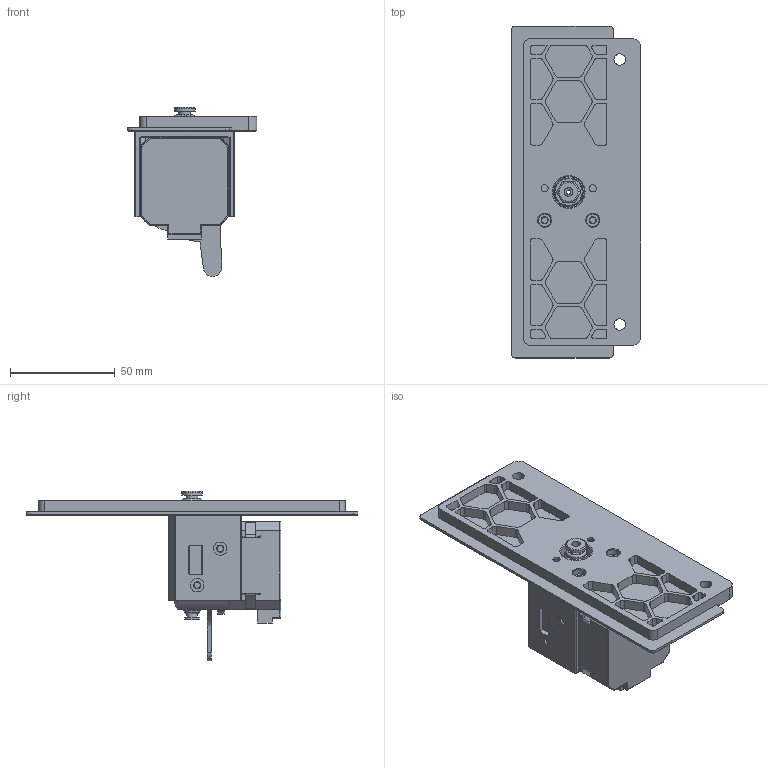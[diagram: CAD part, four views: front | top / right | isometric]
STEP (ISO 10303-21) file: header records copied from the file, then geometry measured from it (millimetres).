
FILE_DESCRIPTION(/* description */ (''),/* implementation_level */ '2;1');
FILE_NAME(/* name */ 'exhaust_cover_lgx.step',/* time_stamp */ '2022-09-09T19:47:11+12:00',/* author */ (''),/* organization */ (''),/* preprocessor_version */ 'ST-DEVELOPER v19',/* originating_system */ 'Autodesk Translation Framework v11.7.0.108',/* authorisation */ '');
FILE_SCHEMA (('AUTOMOTIVE_DESIGN { 1 0 10303 214 3 1 1 }'));
Length unit declared in the file: millimetre
Products named in the file (2): Exhaust_cover_LGX; LGX Bowden
Assembly tree (1 placements, depth 2):
  Exhaust_cover_LGX
    LGX Bowden
Bounding box: 61.8 x 158.6 x 80.88 mm (x, y, z)
Volume: 148541.4 mm3; surface area: 52687.5 mm2
Topology: 3 solids, 7 shells, 842 faces, 2150 edges, 1378 vertices
Faces by surface type: plane 448, cylinder 200, bspline 98, cone 59, torus 35, sphere 2
Full cylindrical faces by diameter (mm): 2 x1, 2.5 x4, 3 x6, 3.4 x12, 4 x1, 4.1 x1, 4.7 x2, 5 x5, 5.5 x6, 5.6 x1, 6 x4, 7 x1, 7.947 x1, 9.947 x1, 9.95 x1, 13.4 x1, 14.9 x2
Entity records: 26065 total; most frequent: CARTESIAN_POINT 5855, ORIENTED_EDGE 4288, DIRECTION 3932, EDGE_CURVE 2144, LINE 1388, VECTOR 1388, VERTEX_POINT 1378, AXIS2_PLACEMENT_3D 1272
